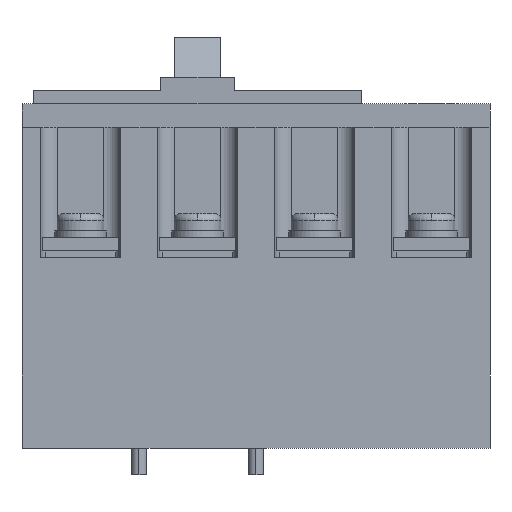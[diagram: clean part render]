
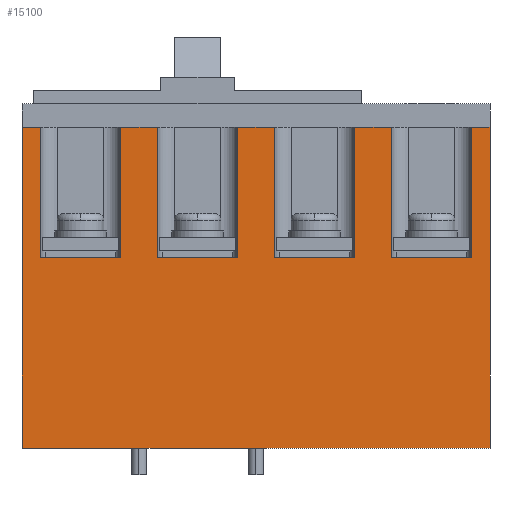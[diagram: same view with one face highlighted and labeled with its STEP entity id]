
A CAD part, front view. The second image highlights one B-rep face of the part: STEP entity #15100.
In plain terms, the highlighted planar face has unit normal (0, -1, 0).
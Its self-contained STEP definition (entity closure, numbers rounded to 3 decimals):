
#7630=CARTESIAN_POINT('',(140.,-5.,-127.));
#7640=VERTEX_POINT('',#7630);
#7670=CARTESIAN_POINT('',(140.,-5.,0.));
#7680=DIRECTION('',(0.,0.,-1.));
#7690=VECTOR('',#7680,1.);
#7700=LINE('',#7670,#7690);
#7710=CARTESIAN_POINT('',(140.,-5.,-31.));
#7720=VERTEX_POINT('',#7710);
#7730=EDGE_CURVE('',#7720,#7640,#7700,.T.);
#8110=CARTESIAN_POINT('',(110.5,-5.,-31.));
#8120=VERTEX_POINT('',#8110);
#8270=CARTESIAN_POINT('',(110.5,-5.,-70.));
#8280=VERTEX_POINT('',#8270);
#8310=CARTESIAN_POINT('',(110.5,-5.,0.));
#8320=DIRECTION('',(0.,0.,1.));
#8330=VECTOR('',#8320,1.);
#8340=LINE('',#8310,#8330);
#8350=EDGE_CURVE('',#8280,#8120,#8340,.T.);
#8510=CARTESIAN_POINT('',(75.5,-5.,-31.));
#8520=VERTEX_POINT('',#8510);
#8670=CARTESIAN_POINT('',(75.5,-5.,-70.));
#8680=VERTEX_POINT('',#8670);
#8710=CARTESIAN_POINT('',(75.5,-5.,0.));
#8720=DIRECTION('',(0.,0.,1.));
#8730=VECTOR('',#8720,1.);
#8740=LINE('',#8710,#8730);
#8750=EDGE_CURVE('',#8680,#8520,#8740,.T.);
#8910=CARTESIAN_POINT('',(40.5,-5.,-70.));
#8920=VERTEX_POINT('',#8910);
#8950=CARTESIAN_POINT('',(40.5,-5.,0.));
#8960=DIRECTION('',(0.,0.,1.));
#8970=VECTOR('',#8960,1.);
#8980=LINE('',#8950,#8970);
#8990=CARTESIAN_POINT('',(40.5,-5.,-31.));
#9000=VERTEX_POINT('',#8990);
#9010=EDGE_CURVE('',#8920,#9000,#8980,.T.);
#9800=CARTESIAN_POINT('',(0.,-5.,-31.));
#9810=VERTEX_POINT('',#9800);
#9840=CARTESIAN_POINT('',(0.,-5.,0.));
#9850=DIRECTION('',(0.,0.,-1.));
#9860=VECTOR('',#9850,1.);
#9870=LINE('',#9840,#9860);
#9880=CARTESIAN_POINT('',(0.,-5.,-127.));
#9890=VERTEX_POINT('',#9880);
#9900=EDGE_CURVE('',#9810,#9890,#9870,.T.);
#14040=CARTESIAN_POINT('',(60.,-5.,-31.));
#14050=DIRECTION('',(-0.,-1.,0.));
#14060=DIRECTION('',(0.,0.,1.));
#14070=AXIS2_PLACEMENT_3D('',#14040,#14050,#14060);
#14080=PLANE('',#14070);
#14090=CARTESIAN_POINT('',(0.,-5.,-127.));
#14100=DIRECTION('',(-1.,0.,0.));
#14110=VECTOR('',#14100,1.);
#14120=LINE('',#14090,#14110);
#14130=EDGE_CURVE('',#7640,#9890,#14120,.T.);
#14140=ORIENTED_EDGE('',*,*,#14130,.F.);
#14150=ORIENTED_EDGE('',*,*,#9900,.T.);
#14160=CARTESIAN_POINT('',(0.,-5.,-31.));
#14170=DIRECTION('',(1.,0.,0.));
#14180=VECTOR('',#14170,1.);
#14190=LINE('',#14160,#14180);
#14200=CARTESIAN_POINT('',(5.5,-5.,-31.));
#14210=VERTEX_POINT('',#14200);
#14220=EDGE_CURVE('',#9810,#14210,#14190,.T.);
#14230=ORIENTED_EDGE('',*,*,#14220,.F.);
#14240=CARTESIAN_POINT('',(5.5,-5.,0.));
#14250=DIRECTION('',(0.,0.,-1.));
#14260=VECTOR('',#14250,1.);
#14270=LINE('',#14240,#14260);
#14280=CARTESIAN_POINT('',(5.5,-5.,-70.));
#14290=VERTEX_POINT('',#14280);
#14300=EDGE_CURVE('',#14210,#14290,#14270,.T.);
#14310=ORIENTED_EDGE('',*,*,#14300,.F.);
#14320=CARTESIAN_POINT('',(0.,-5.,-70.));
#14330=DIRECTION('',(-1.,0.,0.));
#14340=VECTOR('',#14330,1.);
#14350=LINE('',#14320,#14340);
#14360=CARTESIAN_POINT('',(29.5,-5.,-70.));
#14370=VERTEX_POINT('',#14360);
#14380=EDGE_CURVE('',#14370,#14290,#14350,.T.);
#14390=ORIENTED_EDGE('',*,*,#14380,.T.);
#14400=CARTESIAN_POINT('',(29.5,-5.,0.));
#14410=DIRECTION('',(0.,0.,1.));
#14420=VECTOR('',#14410,1.);
#14430=LINE('',#14400,#14420);
#14440=CARTESIAN_POINT('',(29.5,-5.,-31.));
#14450=VERTEX_POINT('',#14440);
#14460=EDGE_CURVE('',#14370,#14450,#14430,.T.);
#14470=ORIENTED_EDGE('',*,*,#14460,.F.);
#14480=EDGE_CURVE('',#14450,#9000,#14190,.T.);
#14490=ORIENTED_EDGE('',*,*,#14480,.F.);
#14500=ORIENTED_EDGE('',*,*,#9010,.T.);
#14510=CARTESIAN_POINT('',(0.,-5.,-70.));
#14520=DIRECTION('',(1.,0.,0.));
#14530=VECTOR('',#14520,1.);
#14540=LINE('',#14510,#14530);
#14550=CARTESIAN_POINT('',(64.5,-5.,-70.));
#14560=VERTEX_POINT('',#14550);
#14570=EDGE_CURVE('',#8920,#14560,#14540,.T.);
#14580=ORIENTED_EDGE('',*,*,#14570,.F.);
#14590=CARTESIAN_POINT('',(64.5,-5.,0.));
#14600=DIRECTION('',(0.,0.,-1.));
#14610=VECTOR('',#14600,1.);
#14620=LINE('',#14590,#14610);
#14630=CARTESIAN_POINT('',(64.5,-5.,-31.));
#14640=VERTEX_POINT('',#14630);
#14650=EDGE_CURVE('',#14640,#14560,#14620,.T.);
#14660=ORIENTED_EDGE('',*,*,#14650,.T.);
#14670=EDGE_CURVE('',#14640,#8520,#14190,.T.);
#14680=ORIENTED_EDGE('',*,*,#14670,.F.);
#14690=ORIENTED_EDGE('',*,*,#8750,.T.);
#14700=CARTESIAN_POINT('',(0.,-5.,-70.));
#14710=DIRECTION('',(1.,0.,0.));
#14720=VECTOR('',#14710,1.);
#14730=LINE('',#14700,#14720);
#14740=CARTESIAN_POINT('',(99.5,-5.,-70.));
#14750=VERTEX_POINT('',#14740);
#14760=EDGE_CURVE('',#8680,#14750,#14730,.T.);
#14770=ORIENTED_EDGE('',*,*,#14760,.F.);
#14780=CARTESIAN_POINT('',(99.5,-5.,0.));
#14790=DIRECTION('',(0.,0.,-1.));
#14800=VECTOR('',#14790,1.);
#14810=LINE('',#14780,#14800);
#14820=CARTESIAN_POINT('',(99.5,-5.,-31.));
#14830=VERTEX_POINT('',#14820);
#14840=EDGE_CURVE('',#14830,#14750,#14810,.T.);
#14850=ORIENTED_EDGE('',*,*,#14840,.T.);
#14860=EDGE_CURVE('',#14830,#8120,#14190,.T.);
#14870=ORIENTED_EDGE('',*,*,#14860,.F.);
#14880=ORIENTED_EDGE('',*,*,#8350,.T.);
#14890=CARTESIAN_POINT('',(0.,-5.,-70.));
#14900=DIRECTION('',(1.,0.,0.));
#14910=VECTOR('',#14900,1.);
#14920=LINE('',#14890,#14910);
#14930=CARTESIAN_POINT('',(134.5,-5.,-70.));
#14940=VERTEX_POINT('',#14930);
#14950=EDGE_CURVE('',#8280,#14940,#14920,.T.);
#14960=ORIENTED_EDGE('',*,*,#14950,.F.);
#14970=CARTESIAN_POINT('',(134.5,-5.,0.));
#14980=DIRECTION('',(0.,0.,-1.));
#14990=VECTOR('',#14980,1.);
#15000=LINE('',#14970,#14990);
#15010=CARTESIAN_POINT('',(134.5,-5.,-31.));
#15020=VERTEX_POINT('',#15010);
#15030=EDGE_CURVE('',#15020,#14940,#15000,.T.);
#15040=ORIENTED_EDGE('',*,*,#15030,.T.);
#15050=EDGE_CURVE('',#15020,#7720,#14190,.T.);
#15060=ORIENTED_EDGE('',*,*,#15050,.F.);
#15070=ORIENTED_EDGE('',*,*,#7730,.F.);
#15080=EDGE_LOOP('',(#15070,#15060,#15040,#14960,#14880,#14870,#14850,
#14770,#14690,#14680,#14660,#14580,#14500,#14490,#14470,#14390,#14310,
#14230,#14150,#14140));
#15090=FACE_OUTER_BOUND('',#15080,.T.);
#15100=ADVANCED_FACE('',(#15090),#14080,.T.);
